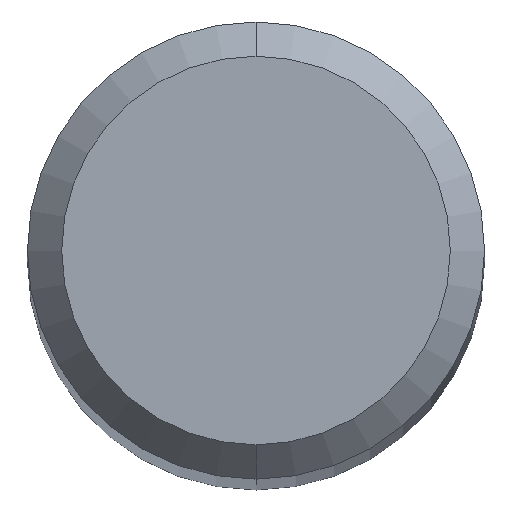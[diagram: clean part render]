
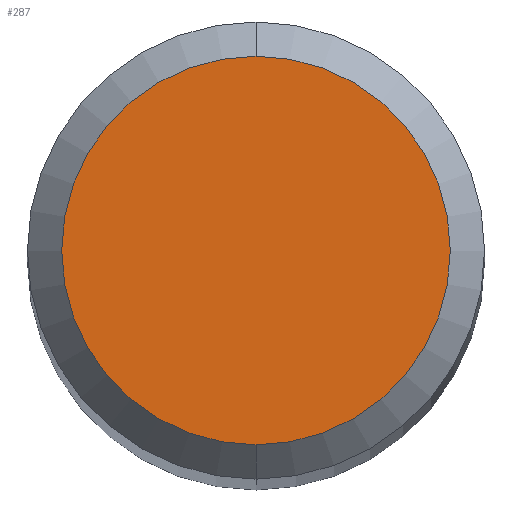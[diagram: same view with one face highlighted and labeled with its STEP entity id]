
A CAD part, top view. The second image highlights one B-rep face of the part: STEP entity #287.
In plain terms, the highlighted planar face has unit normal (0, 0, 1).
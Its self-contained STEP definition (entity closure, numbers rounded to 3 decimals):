
#199=VERTEX_POINT('',#511);
#277=EDGE_CURVE('',#199,#383,#596,.T.);
#287=ADVANCED_FACE('',(#606),#607,.T.);
#317=EDGE_CURVE('',#383,#199,#640,.T.);
#383=VERTEX_POINT('',#711);
#511=CARTESIAN_POINT('',(0.,-1.7,0.0));
#596=CIRCLE('',#1034,1.7);
#606=FACE_OUTER_BOUND('',#1046,.T.);
#607=PLANE('',#1047);
#640=CIRCLE('',#1150,1.7);
#711=CARTESIAN_POINT('',(0.0,1.7,0.0));
#1034=AXIS2_PLACEMENT_3D('',#1582,#1583,#1584);
#1046=EDGE_LOOP('',(#1587,#1588));
#1047=AXIS2_PLACEMENT_3D('',#1589,#1590,#1591);
#1150=AXIS2_PLACEMENT_3D('',#1637,#1638,#1639);
#1582=CARTESIAN_POINT('',(0.0,0.0,0.0));
#1583=DIRECTION('',(0.0,0.0,-1.0));
#1584=DIRECTION('',(0.0,1.0,0.0));
#1587=ORIENTED_EDGE('',*,*,#317,.F.);
#1588=ORIENTED_EDGE('',*,*,#277,.F.);
#1589=CARTESIAN_POINT('',(0.0,0.85,0.0));
#1590=DIRECTION('',(-0.0,0.0,1.0));
#1591=DIRECTION('',(0.0,-1.0,0.0));
#1637=CARTESIAN_POINT('',(0.0,0.0,0.0));
#1638=DIRECTION('',(0.0,0.0,-1.0));
#1639=DIRECTION('',(0.0,1.0,0.0));
